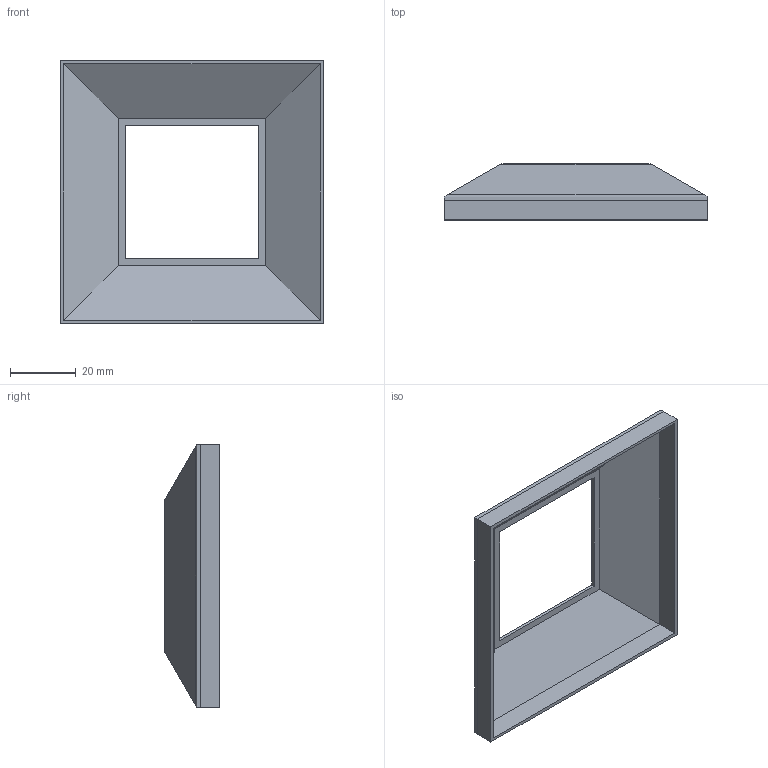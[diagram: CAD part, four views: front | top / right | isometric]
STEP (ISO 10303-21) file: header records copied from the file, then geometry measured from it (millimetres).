
FILE_DESCRIPTION (( 'STEP AP214' ), '1' );
FILE_NAME ('àðò. KRT514.STEP', '2014-06-05T06:01:46', ( '' ), ( '' ), 'SwSTEP 2.0', 'SolidWorks 2014', '' );
FILE_SCHEMA (( 'AUTOMOTIVE_DESIGN' ));
Length unit declared in the file: millimetre
Products named in the file (1): àðò. KRT514
Bounding box: 80 x 17 x 80 mm (x, y, z)
Volume: 7032.9 mm3; surface area: 15179.4 mm2
Topology: 1 solids, 1 shells, 31 faces, 68 edges, 40 vertices
Faces by surface type: plane 23, bspline 4, cylinder 4
Entity records: 1104 total; most frequent: CARTESIAN_POINT 444, ORIENTED_EDGE 136, DIRECTION 108, EDGE_CURVE 68, VECTOR 52, LINE 52, VERTEX_POINT 40, EDGE_LOOP 34
